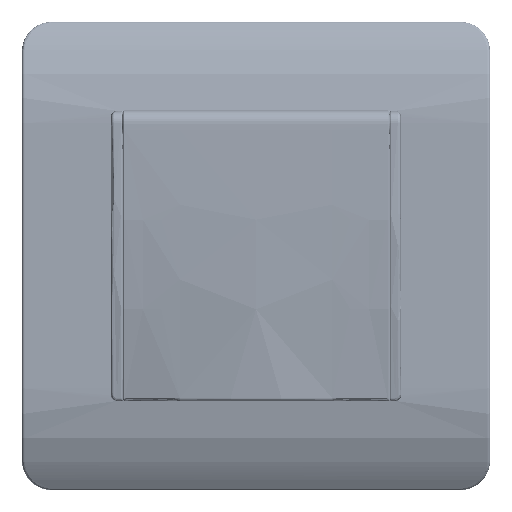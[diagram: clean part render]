
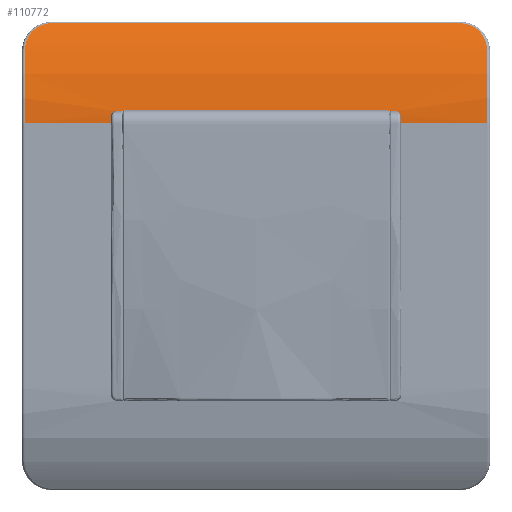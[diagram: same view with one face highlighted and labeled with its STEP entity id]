
A CAD part, top view. The second image highlights one B-rep face of the part: STEP entity #110772.
In plain terms, the highlighted cylindrical face has radius 31 mm (diameter 62 mm), a partial arc.
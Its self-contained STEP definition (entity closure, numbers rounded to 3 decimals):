
#103273=CARTESIAN_POINT('',(-24.811,8.5,-22.665));
#103274=CARTESIAN_POINT('',(-24.811,8.5,-22.792));
#103275=CARTESIAN_POINT('',(-24.811,8.498,
-23.047));
#103276=CARTESIAN_POINT('',(-24.811,8.491,
-23.429));
#103277=CARTESIAN_POINT('',(-24.811,8.483,
-23.685));
#103278=CARTESIAN_POINT('',(-24.812,8.479,
-23.812));
#103309=DIRECTION('',(-1.,0.,0.));
#103310=VECTOR('',#103309,47.625);
#103311=CARTESIAN_POINT('',(23.812,8.426,
-24.812));
#103312=LINE('',#103311,#103310);
#103313=DIRECTION('',(-1.,0.,0.));
#103314=VECTOR('',#103313,14.689);
#103315=CARTESIAN_POINT('',(-24.811,8.5,-22.665));
#103316=LINE('',#103315,#103314);
#103317=CARTESIAN_POINT('',(-39.5,5.852,
-35.202));
#103318=CARTESIAN_POINT('',(-39.5,5.335,
-36.37));
#103319=CARTESIAN_POINT('',(-38.838,4.435,
-38.068));
#103320=CARTESIAN_POINT('',(-36.879,3.536,
-39.499));
#103321=CARTESIAN_POINT('',(-35.628,3.35,
-39.776));
#103322=CARTESIAN_POINT('',(-35.,3.35,
-39.776));
#103324=DIRECTION('',(1.,0.,0.));
#103325=VECTOR('',#103324,70.);
#103326=CARTESIAN_POINT('',(-35.,3.35,
-39.776));
#103327=LINE('',#103326,#103325);
#103328=CARTESIAN_POINT('',(35.,3.35,
-39.776));
#103329=CARTESIAN_POINT('',(35.628,3.35,
-39.776));
#103330=CARTESIAN_POINT('',(36.879,3.536,
-39.499));
#103331=CARTESIAN_POINT('',(38.838,4.435,
-38.068));
#103332=CARTESIAN_POINT('',(39.5,5.335,
-36.37));
#103333=CARTESIAN_POINT('',(39.5,5.852,
-35.202));
#103335=DIRECTION('',(-1.,0.,0.));
#103336=VECTOR('',#103335,14.689);
#103337=CARTESIAN_POINT('',(39.5,8.5,-22.665));
#103338=LINE('',#103337,#103336);
#103347=CARTESIAN_POINT('',(23.812,8.426,
-24.812));
#103348=CARTESIAN_POINT('',(23.916,8.426,
-24.812));
#103349=CARTESIAN_POINT('',(24.124,8.428,
-24.78));
#103350=CARTESIAN_POINT('',(24.409,8.437,
-24.635));
#103351=CARTESIAN_POINT('',(24.635,8.451,
-24.409));
#103352=CARTESIAN_POINT('',(24.779,8.466,
-24.125));
#103353=CARTESIAN_POINT('',(24.812,8.475,
-23.916));
#103354=CARTESIAN_POINT('',(24.812,8.479,
-23.812));
#103394=CARTESIAN_POINT('',(24.812,8.479,
-23.812));
#103395=CARTESIAN_POINT('',(24.811,8.483,
-23.685));
#103396=CARTESIAN_POINT('',(24.811,8.491,
-23.429));
#103397=CARTESIAN_POINT('',(24.811,8.498,
-23.047));
#103398=CARTESIAN_POINT('',(24.811,8.5,-22.792));
#103399=CARTESIAN_POINT('',(24.811,8.5,-22.665));
#103424=CARTESIAN_POINT('',(39.5,-22.5,-22.665));
#103425=DIRECTION('',(-1.,0.,0.));
#103426=DIRECTION('',(0.,1.,0.));
#103427=AXIS2_PLACEMENT_3D('',#103424,#103425,#103426);
#103497=CARTESIAN_POINT('',(-39.5,-22.5,-22.665));
#103498=DIRECTION('',(1.,0.,0.));
#103499=DIRECTION('',(0.,0.915,-0.404));
#103500=AXIS2_PLACEMENT_3D('',#103497,#103498,#103499);
#106767=CARTESIAN_POINT('',(-24.812,8.479,
-23.812));
#106768=CARTESIAN_POINT('',(-24.812,8.475,
-23.916));
#106769=CARTESIAN_POINT('',(-24.779,8.466,
-24.124));
#106770=CARTESIAN_POINT('',(-24.635,8.451,
-24.409));
#106771=CARTESIAN_POINT('',(-24.41,8.438,
-24.635));
#106772=CARTESIAN_POINT('',(-24.124,8.428,
-24.78));
#106773=CARTESIAN_POINT('',(-23.916,8.426,
-24.812));
#106774=CARTESIAN_POINT('',(-23.812,8.426,
-24.812));
#109151=CARTESIAN_POINT('',(-39.5,8.5,-22.665));
#109152=VERTEX_POINT('',#109151);
#109179=CARTESIAN_POINT('',(-24.811,8.5,-22.665));
#109180=VERTEX_POINT('',#109179);
#109181=VERTEX_POINT('',#103278);
#109188=CARTESIAN_POINT('',(24.811,8.5,-22.665));
#109189=VERTEX_POINT('',#109188);
#109190=CARTESIAN_POINT('',(39.5,8.5,-22.665));
#109191=VERTEX_POINT('',#109190);
#109192=CARTESIAN_POINT('',(23.812,8.426,
-24.812));
#109193=CARTESIAN_POINT('',(-23.812,8.426,
-24.812));
#109194=VERTEX_POINT('',#109192);
#109195=VERTEX_POINT('',#109193);
#109196=CARTESIAN_POINT('',(-39.5,5.852,-35.202));
#109197=VERTEX_POINT('',#109196);
#109198=VERTEX_POINT('',#103322);
#109199=CARTESIAN_POINT('',(35.,3.35,
-39.776));
#109200=VERTEX_POINT('',#109199);
#109201=VERTEX_POINT('',#103333);
#109202=VERTEX_POINT('',#103394);
#110743=CARTESIAN_POINT('',(40.,-22.5,-22.665));
#110744=DIRECTION('',(1.,0.,0.));
#110745=DIRECTION('',(0.,1.,0.));
#110746=AXIS2_PLACEMENT_3D('',#110743,#110744,#110745);
#110747=CYLINDRICAL_SURFACE('',#110746,31.);
#110749=ORIENTED_EDGE('',*,*,#110748,.T.);
#110751=ORIENTED_EDGE('',*,*,#110750,.F.);
#110752=ORIENTED_EDGE('',*,*,#110716,.F.);
#110753=ORIENTED_EDGE('',*,*,#110738,.T.);
#110755=ORIENTED_EDGE('',*,*,#110754,.F.);
#110757=ORIENTED_EDGE('',*,*,#110756,.T.);
#110759=ORIENTED_EDGE('',*,*,#110758,.T.);
#110761=ORIENTED_EDGE('',*,*,#110760,.T.);
#110763=ORIENTED_EDGE('',*,*,#110762,.F.);
#110765=ORIENTED_EDGE('',*,*,#110764,.T.);
#110767=ORIENTED_EDGE('',*,*,#110766,.F.);
#110769=ORIENTED_EDGE('',*,*,#110768,.F.);
#110770=EDGE_LOOP('',(#110749,#110751,#110752,#110753,#110755,#110757,#110759,
#110761,#110763,#110765,#110767,#110769));
#110771=FACE_OUTER_BOUND('',#110770,.F.);
#103279=B_SPLINE_CURVE_WITH_KNOTS('',3,(#103273,#103274,#103275,#103276,#103277,
#103278),.UNSPECIFIED.,.F.,.F.,(4,1,1,4),(0.,0.333,
0.667,1.),.UNSPECIFIED.);
#103323=B_SPLINE_CURVE_WITH_KNOTS('',3,(#103317,#103318,#103319,#103320,#103321,
#103322),.UNSPECIFIED.,.F.,.F.,(4,1,1,4),(0.,0.5,0.75,1.),
.UNSPECIFIED.);
#103334=B_SPLINE_CURVE_WITH_KNOTS('',3,(#103328,#103329,#103330,#103331,#103332,
#103333),.UNSPECIFIED.,.F.,.F.,(4,1,1,4),(0.,0.25,0.5,1.),
.UNSPECIFIED.);
#103355=B_SPLINE_CURVE_WITH_KNOTS('',3,(#103347,#103348,#103349,#103350,#103351,
#103352,#103353,#103354),.UNSPECIFIED.,.F.,.F.,(4,1,1,1,1,4),(0.,0.2,0.4,
0.6,0.8,1.),.UNSPECIFIED.);
#103400=B_SPLINE_CURVE_WITH_KNOTS('',3,(#103394,#103395,#103396,#103397,#103398,
#103399),.UNSPECIFIED.,.F.,.F.,(4,1,1,4),(0.,0.333,
0.667,1.),.UNSPECIFIED.);
#103428=CIRCLE('',#103427,31.);
#103501=CIRCLE('',#103500,31.);
#106775=B_SPLINE_CURVE_WITH_KNOTS('',3,(#106767,#106768,#106769,#106770,#106771,
#106772,#106773,#106774),.UNSPECIFIED.,.F.,.F.,(4,1,1,1,1,4),(0.,0.2,0.4,
0.6,0.8,1.),.UNSPECIFIED.);
#110716=EDGE_CURVE('',#109180,#109181,#103279,.T.);
#110738=EDGE_CURVE('',#109180,#109152,#103316,.T.);
#110748=EDGE_CURVE('',#109194,#109195,#103312,.T.);
#110750=EDGE_CURVE('',#109181,#109195,#106775,.T.);
#110754=EDGE_CURVE('',#109197,#109152,#103501,.T.);
#110756=EDGE_CURVE('',#109197,#109198,#103323,.T.);
#110758=EDGE_CURVE('',#109198,#109200,#103327,.T.);
#110760=EDGE_CURVE('',#109200,#109201,#103334,.T.);
#110762=EDGE_CURVE('',#109191,#109201,#103428,.T.);
#110764=EDGE_CURVE('',#109191,#109189,#103338,.T.);
#110766=EDGE_CURVE('',#109202,#109189,#103400,.T.);
#110768=EDGE_CURVE('',#109194,#109202,#103355,.T.);
#110772=ADVANCED_FACE('',(#110771),#110747,.T.);
